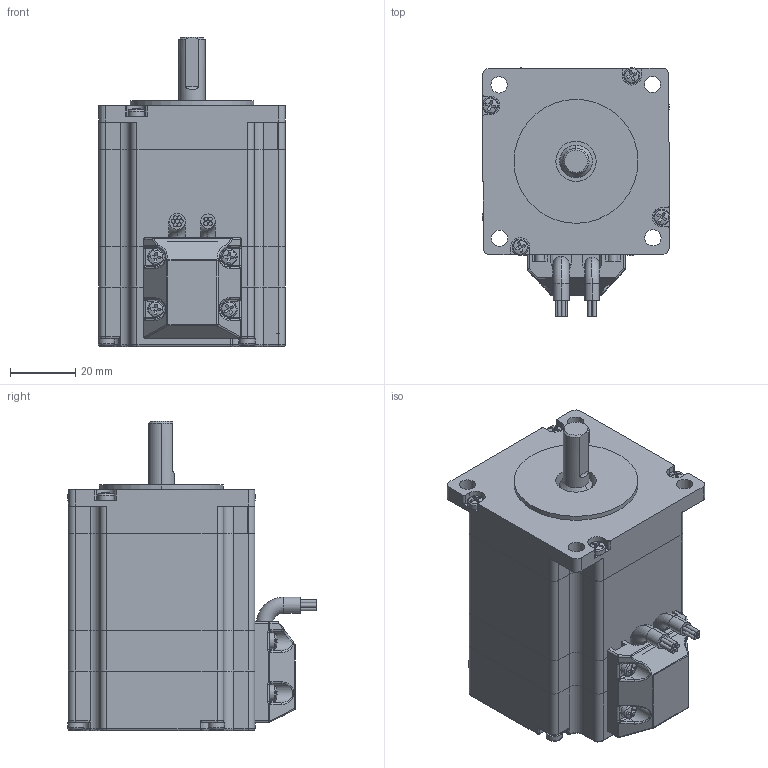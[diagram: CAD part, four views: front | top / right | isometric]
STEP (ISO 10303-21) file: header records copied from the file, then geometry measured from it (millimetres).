
FILE_DESCRIPTION(('HOOPS Exchange Step'),'2;1');
FILE_NAME('export-2180DA2D-4C89-4D03-B759-A0217A8D59B3.stp','2022-10-20T13:52:11+02:00',('User'),('Alibre'),'HOOPS Exchange 2021.0','Alibre','Unknown authorisation');
FILE_SCHEMA( ('AP242_MANAGED_MODEL_BASED_3D_ENGINEERING_MIM_LF {1 0 10303 442 1 1 4 }') );
Length unit declared in the file: millimetre
Products named in the file (11): ×ªÖá_1_Default_Default; ×ª×Ó×é¼þ_Default_Default; Ïß_1_Default_Default; 16-021_1_Default_Default; 16-638-6_Default_Default; 60-61.5-1.8_Default_Default; 16-631-1_1_Default_Default; M3x8; M3x22; M3x67; 6022 Closed Loop Stepper Motor NEMA23-1.3Nm CS-M22313 (2phase)
Assembly tree (19 placements, depth 3):
  6022 Closed Loop Stepper Motor NEMA23-1.3Nm CS-M22313 (2phase)
    ×ª×Ó×é¼þ_Default_Default
      ×ªÖá_1_Default_Default
    Ïß_1_Default_Default
    16-021_1_Default_Default
    16-638-6_Default_Default
    60-61.5-1.8_Default_Default
    16-631-1_1_Default_Default
    M3x8  x4
    M3x22  x4
    M3x67  x4
Bounding box: 57.71 x 76.48 x 95 mm (x, y, z)
Volume: 112645 mm3; surface area: 72045 mm2
Topology: 19 solids, 19 shells, 1346 faces, 3667 edges, 2371 vertices
Faces by surface type: plane 654, cylinder 458, torus 78, cone 70, sphere 44, bspline 42
Full cylindrical faces by diameter (mm): 1.2 x10, 3 x12, 3.5 x5, 5 x16, 12.4 x1, 24 x1, 55 x1
Entity records: 46288 total; most frequent: CARTESIAN_POINT 17370, DIRECTION 6110, ORIENTED_EDGE 6028, EDGE_CURVE 3010, AXIS2_PLACEMENT_3D 2174, VERTEX_POINT 1955, VECTOR 1762, LINE 1762
